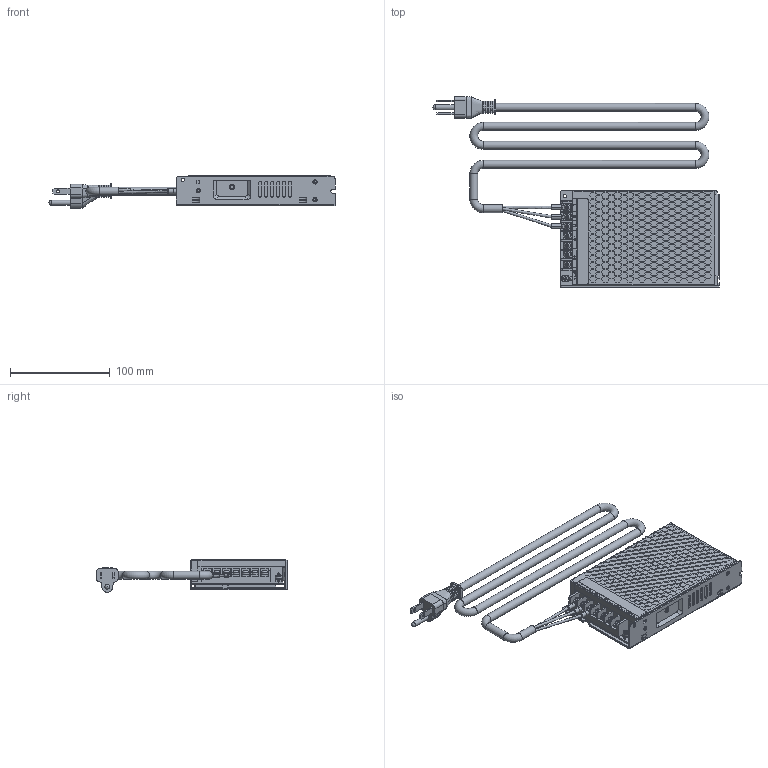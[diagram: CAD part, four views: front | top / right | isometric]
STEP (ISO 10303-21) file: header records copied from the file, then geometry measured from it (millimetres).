
FILE_DESCRIPTION(/* description */ ('Alibre Inc.'),/* implementation_level */ '2;1');
FILE_NAME(/* name */ 'export-E79F3E72-E5AA-4274-9B4D-E55B088C90EC',/* time_stamp */ '2024-09-18T16:12:18-04:00',/* author */ (''),/* organization */ (''),/* preprocessor_version */ 'ST-DEVELOPER v17',/* originating_system */ 'Alibre',/* authorisation */ '');
FILE_SCHEMA (('AUTOMOTIVE_DESIGN'));
Length unit declared in the file: millimetre
Products named in the file (29): _X2_4E0A84CB_X0_; DD; TTTT; DDD; _X2_5E955EA7_X0__ASM; HS_ASM; PCB; TN_1_1_1_1_1; A1-112870_ASM; A2_ASM; MYLAR-1047460; MYLAR-1047790_ASM; TOP LABEL; LRS-150_ASM
Bounding box: 286.68 x 191.38 x 32.4 mm (x, y, z)
Volume: 433271.3 mm3; surface area: 206119 mm2
Topology: 22 solids, 22 shells, 3346 faces, 9709 edges, 6388 vertices
Faces by surface type: plane 2859, cylinder 363, bspline 92, torus 25, cone 4, sphere 2, extrusion 1
Full cylindrical faces by diameter (mm): 2.794 x1, 3.048 x2, 4.826 x1, 6.883 x1, 7.874 x6, 8.128 x1
Entity records: 110670 total; most frequent: CARTESIAN_POINT 25292, ORIENTED_EDGE 18898, DIRECTION 13522, EDGE_CURVE 9449, VECTOR 8408, LINE 8407, VERTEX_POINT 6227, EDGE_LOOP 4004
